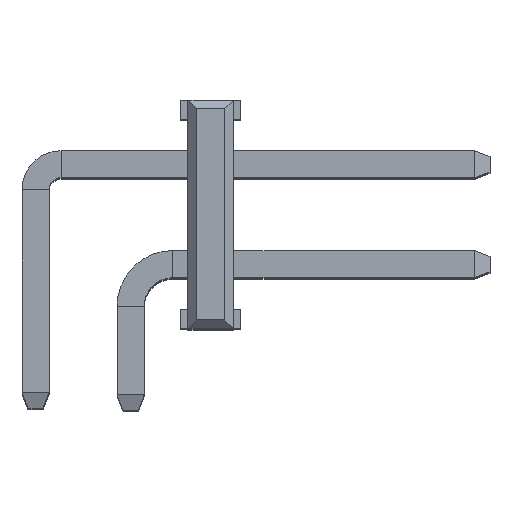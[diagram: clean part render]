
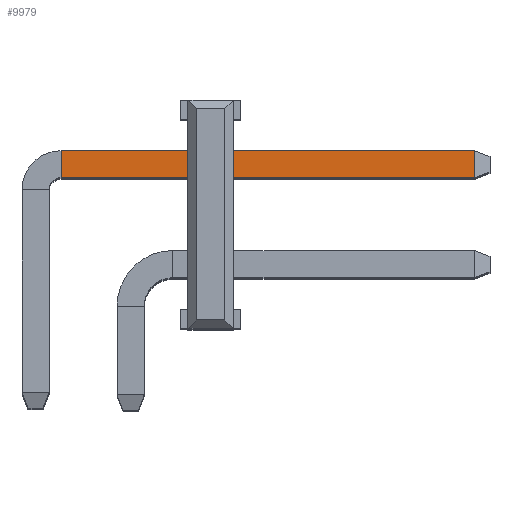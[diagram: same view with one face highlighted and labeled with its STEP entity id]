
A CAD part, top view. The second image highlights one B-rep face of the part: STEP entity #9979.
In plain terms, the highlighted planar face has unit normal (0, 0, 1).
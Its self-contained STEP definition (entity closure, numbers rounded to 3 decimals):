
#9867=CARTESIAN_POINT('',(11.203,2.091,65.235));
#9868=VERTEX_POINT('',#9867);
#9889=CARTESIAN_POINT('',(11.203,3.231,65.235));
#9890=VERTEX_POINT('',#9889);
#9897=CARTESIAN_POINT('',(11.203,3.231,65.235));
#9898=DIRECTION('',(0.,-1.,0.));
#9899=VECTOR('',#9898,1.14);
#9900=LINE('',#9897,#9899);
#9901=EDGE_CURVE('',#9890,#9868,#9900,.T.);
#9932=CARTESIAN_POINT('',(-6.187,3.231,65.235));
#9933=VERTEX_POINT('',#9932);
#9940=CARTESIAN_POINT('',(-6.187,3.231,65.235));
#9941=DIRECTION('',(1.,0.,0.));
#9942=VECTOR('',#9941,17.39);
#9943=LINE('',#9940,#9942);
#9944=EDGE_CURVE('',#9933,#9890,#9943,.T.);
#9956=CARTESIAN_POINT('',(11.853,3.231,65.235));
#9957=DIRECTION('',(-1.,0.,0.));
#9958=DIRECTION('',(0.,0.,1.));
#9959=AXIS2_PLACEMENT_3D('',#9956,#9958,#9957);
#9960=PLANE('',#9959);
#9961=ORIENTED_EDGE('',*,*,#9944,.F.);
#9962=CARTESIAN_POINT('',(-6.187,2.091,65.235));
#9963=VERTEX_POINT('',#9962);
#9964=CARTESIAN_POINT('',(-6.187,3.231,65.235));
#9965=DIRECTION('',(0.,-1.,0.));
#9966=VECTOR('',#9965,1.14);
#9967=LINE('',#9964,#9966);
#9968=EDGE_CURVE('',#9933,#9963,#9967,.T.);
#9969=ORIENTED_EDGE('',*,*,#9968,.T.);
#9970=CARTESIAN_POINT('',(-6.187,2.091,65.235));
#9971=DIRECTION('',(1.,0.,0.));
#9972=VECTOR('',#9971,17.39);
#9973=LINE('',#9970,#9972);
#9974=EDGE_CURVE('',#9963,#9868,#9973,.T.);
#9975=ORIENTED_EDGE('',*,*,#9974,.T.);
#9976=ORIENTED_EDGE('',*,*,#9901,.F.);
#9977=EDGE_LOOP('',(#9961,#9969,#9975,#9976));
#9978=FACE_OUTER_BOUND('',#9977,.T.);
#9979=ADVANCED_FACE('',(#9978),#9960,.T.);
